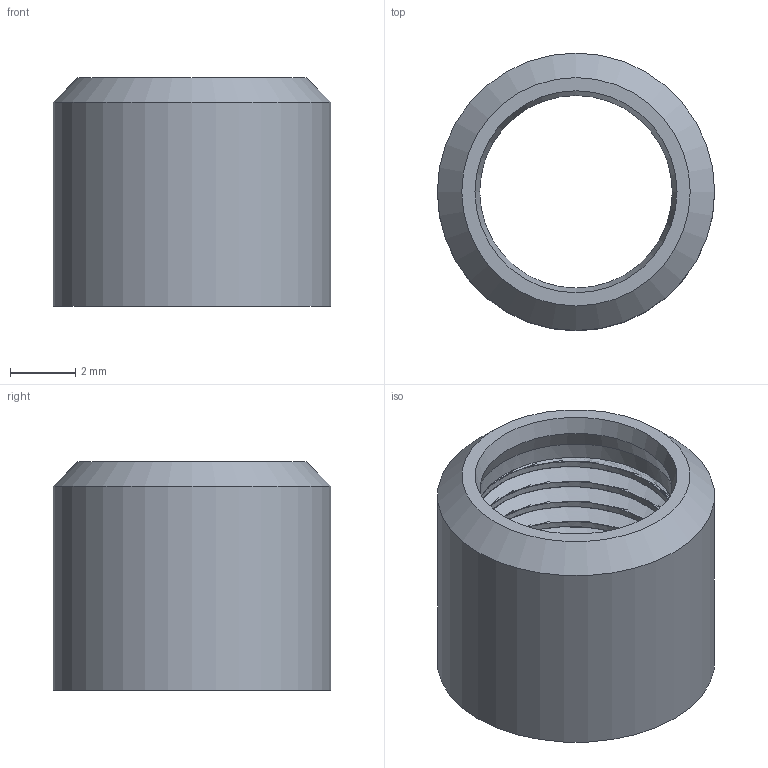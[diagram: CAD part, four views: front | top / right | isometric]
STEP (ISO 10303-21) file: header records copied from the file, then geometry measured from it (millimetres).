
FILE_DESCRIPTION(('FreeCAD Model'),'2;1');
FILE_NAME('Open CASCADE Shape Model','2024-07-09T08:28:54',('FreeCAD'),( 'FreeCAD'),'Open CASCADE STEP processor 7.6','FreeCAD','Unknown');
FILE_SCHEMA(('AUTOMOTIVE_DESIGN { 1 0 10303 214 1 1 1 1 }'));
Length unit declared in the file: millimetre
Products named in the file (1): Open CASCADE STEP translator 7.6 1
Bounding box: 8.5 x 8.5 x 7 mm (x, y, z)
Volume: 160.7 mm3; surface area: 444.6 mm2
Topology: 1 solids, 1 shells, 23 faces, 60 edges, 39 vertices
Faces by surface type: cylinder 9, bspline 8, cone 3, plane 3
Full cylindrical faces by diameter (mm): 6.19 x7, 8.5 x1
Entity records: 16783 total; most frequent: CARTESIAN_POINT 16298, ORIENTED_EDGE 120, DIRECTION 60, EDGE_CURVE 60, B_SPLINE_CURVE_WITH_KNOTS 40, VERTEX_POINT 39, FACE_BOUND 25, EDGE_LOOP 25
